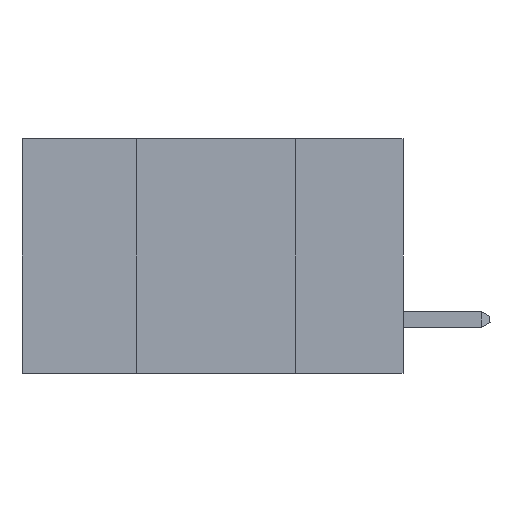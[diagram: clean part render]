
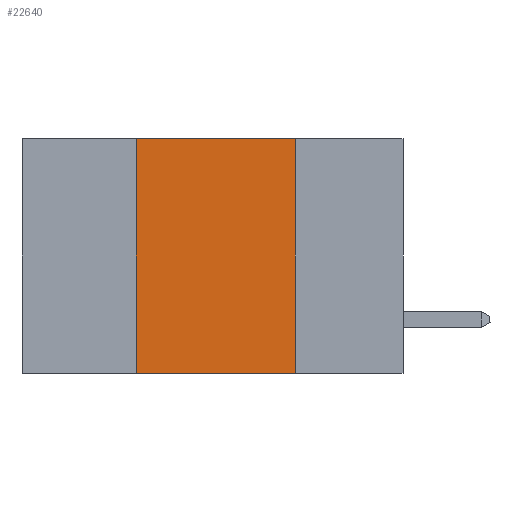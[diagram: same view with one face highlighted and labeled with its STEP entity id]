
A CAD part, left-side view. The second image highlights one B-rep face of the part: STEP entity #22640.
In plain terms, the highlighted planar face has unit normal (-1, 0, 0).
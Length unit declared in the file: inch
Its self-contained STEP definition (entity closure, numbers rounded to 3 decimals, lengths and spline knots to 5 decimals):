
#59 = ORIENTED_EDGE ( 'NONE', *, *, #25232, .T. ) ;
#85 = EDGE_LOOP ( 'NONE', ( #13155, #35705, #2773, #59 ) ) ;
#1721 = VECTOR ( 'NONE', #5799, 39.37008 ) ;
#2773 = ORIENTED_EDGE ( 'NONE', *, *, #9633, .F. ) ;
#4201 = LINE ( 'NONE', #21749, #1721 ) ;
#4501 = VERTEX_POINT ( 'NONE', #39835 ) ;
#5715 = CARTESIAN_POINT ( 'NONE',  ( 0., 0.42, 0. ) ) ;
#5799 = DIRECTION ( 'NONE',  ( 0., 0., -1. ) ) ;
#6529 = FACE_OUTER_BOUND ( 'NONE', #85, .T. ) ;
#9129 = EDGE_CURVE ( 'NONE', #4501, #12565, #28344, .T. ) ;
#9633 = EDGE_CURVE ( 'NONE', #33619, #4501, #15595, .T. ) ;
#9878 = LINE ( 'NONE', #33162, #40508 ) ;
#10551 = CARTESIAN_POINT ( 'NONE',  ( 0., 0.6, 0. ) ) ;
#12565 = VERTEX_POINT ( 'NONE', #21868 ) ;
#13155 = ORIENTED_EDGE ( 'NONE', *, *, #25941, .F. ) ;
#13890 = DIRECTION ( 'NONE',  ( 0., 0., -1. ) ) ;
#15595 = LINE ( 'NONE', #5715, #39078 ) ;
#18250 = VERTEX_POINT ( 'NONE', #32047 ) ;
#20225 = DIRECTION ( 'NONE',  ( 0., -1., 0. ) ) ;
#20292 = PLANE ( 'NONE',  #29114 ) ;
#20839 = CARTESIAN_POINT ( 'NONE',  ( 0., 0.6, 0. ) ) ;
#21749 = CARTESIAN_POINT ( 'NONE',  ( 0., 0.17, 0. ) ) ;
#21868 = CARTESIAN_POINT ( 'NONE',  ( 0., 0.17, 0. ) ) ;
#22640 = ADVANCED_FACE ( 'NONE', ( #6529 ), #20292, .F. ) ;
#24121 = DIRECTION ( 'NONE',  ( 1., 0., 0. ) ) ;
#25232 = EDGE_CURVE ( 'NONE', #33619, #18250, #9878, .T. ) ;
#25941 = EDGE_CURVE ( 'NONE', #12565, #18250, #4201, .T. ) ;
#26266 = DIRECTION ( 'NONE',  ( 0., -1., 0. ) ) ;
#28060 = DIRECTION ( 'NONE',  ( 0., 0., 1. ) ) ;
#28344 = LINE ( 'NONE', #10551, #38331 ) ;
#29114 = AXIS2_PLACEMENT_3D ( 'NONE', #20839, #24121, #13890 ) ;
#32047 = CARTESIAN_POINT ( 'NONE',  ( 0., 0.17, -0.37 ) ) ;
#33162 = CARTESIAN_POINT ( 'NONE',  ( 0., 0.6, -0.37 ) ) ;
#33619 = VERTEX_POINT ( 'NONE', #37803 ) ;
#35705 = ORIENTED_EDGE ( 'NONE', *, *, #9129, .F. ) ;
#37803 = CARTESIAN_POINT ( 'NONE',  ( 0., 0.42, -0.37 ) ) ;
#38331 = VECTOR ( 'NONE', #20225, 39.37008 ) ;
#39078 = VECTOR ( 'NONE', #28060, 39.37008 ) ;
#39835 = CARTESIAN_POINT ( 'NONE',  ( 0., 0.42, 0. ) ) ;
#40508 = VECTOR ( 'NONE', #26266, 39.37008 ) ;
